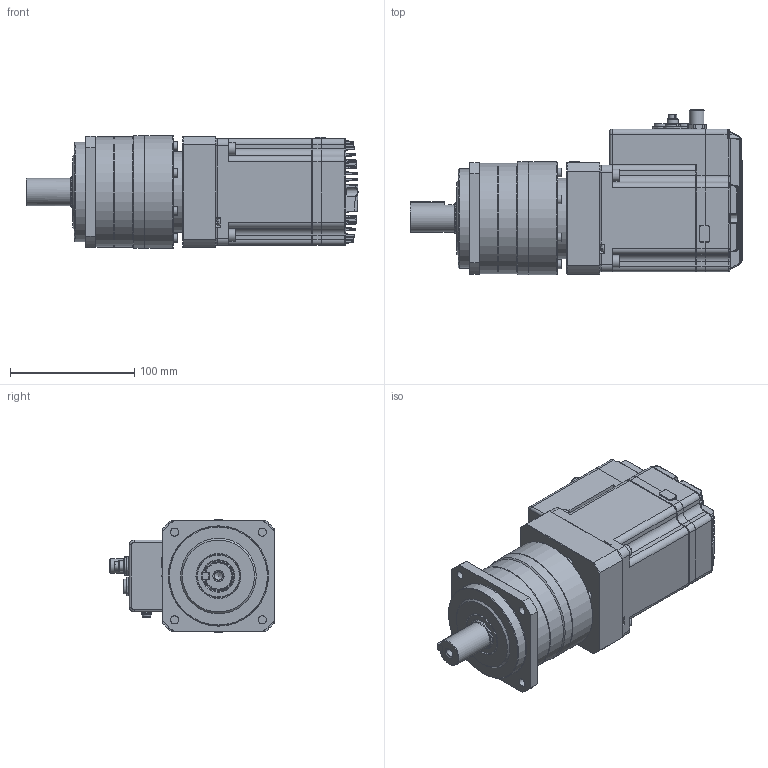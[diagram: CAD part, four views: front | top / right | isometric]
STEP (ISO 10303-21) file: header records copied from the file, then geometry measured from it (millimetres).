
FILE_DESCRIPTION (( 'STEP AP203' ), '1' );
FILE_NAME ('P11B-MO-086-01-R02.STEP', '2021-09-02T07:02:38', ( '' ), ( '' ), 'SwSTEP 2.0', 'SolidWorks 2018', '' );
FILE_SCHEMA (( 'CONFIG_CONTROL_DESIGN' ));
Length unit declared in the file: millimetre
Products named in the file (35): 56EC-PCB3-01; P11B-MO-086-01-R02; M119-EC-086-02-R03; M119-EC-056-04-R00; M119-EC-086-01-R01; 460150402; 791091007; 86EC-PCB1-02; 09-0408-30-03(鱔褐)-2; 86EC-PCB3-01; M119-EC-042-03-R00; 09-0415-30-05-2; 20PS-JMCS-G-1B-TF(N); 877601616; sams; 09-0408-30-03(鱔褐)-1; pan cross head_ks_1_KS 1023 PC- M4 x 6-N; 86EC-PCB2-01; 20R-JMCS-G-B-TF(NSA); socket head cap screw_ks_KS 1003 - M6 x 20 x 20-N; pan cross head_ks_KS 1023 PC- M3 x 16-N; 100V470; 039012045; 877600816; ST86 1ST; spring lock washer_2_jis_JIS B 1251 No.2 4; 86_1031_1100_00012-2; 09-0415-30-05-1; pan cross head_ks_KS 1023 PC- M3 x 25-N; small circular plain washer_jis_JIS B 1256 Small circular 4; M119-EC-086-03-R00; pan cross head_ks_KS 1023 PC- M3 x 30-N; M117-MO-086-01-R00; 86_1031_1100_00012-1; 791091003
Assembly tree (44 placements, depth 3):
  P11B-MO-086-01-R02
    M117-MO-086-01-R00
    M119-EC-086-01-R01
    M119-EC-086-02-R03
    100V470  x2
    86EC-PCB1-02
    pan cross head_ks_KS 1023 PC- M3 x 25-N  x2
    pan cross head_ks_KS 1023 PC- M3 x 30-N
    pan cross head_ks_KS 1023 PC- M3 x 16-N  x2
    M119-EC-042-03-R00
    09-0415-30-05-1
    09-0415-30-05-2
    09-0408-30-03(鱔褐)-1  x2
    09-0408-30-03(鱔褐)-2  x2
    86_1031_1100_00012-1
    86_1031_1100_00012-2
    86EC-PCB2-01
    86EC-PCB3-01
    56EC-PCB3-01
    20R-JMCS-G-B-TF(NSA)
    20PS-JMCS-G-1B-TF(N)
    791091003  x2
    877600816  x2
    039012045
    460150402
    877601616
    791091007
    M119-EC-086-03-R00
    ST86 1ST
    socket head cap screw_ks_KS 1003 - M6 x 20 x 20-N  x4
    sams
      small circular plain washer_jis_JIS B 1256 Small circular 4
      spring lock washer_2_jis_JIS B 1251 No.2 4
      pan cross head_ks_1_KS 1023 PC- M4 x 6-N
    M119-EC-056-04-R00
Bounding box: 267.6 x 133.6 x 91 mm (x, y, z)
Volume: 1396736.8 mm3; surface area: 273989.8 mm2
Topology: 44 solids, 44 shells, 6166 faces, 16183 edges, 10327 vertices
Faces by surface type: plane 4413, cylinder 1076, bspline 300, cone 254, torus 94, sphere 29
Full cylindrical faces by diameter (mm): 0.4 x2, 0.5 x2, 0.6 x35, 1 x22, 1.1 x6, 1.5 x2, 1.55 x6, 2.5 x10, 3 x5, 3.3 x1, 3.4 x10, 3.5 x3, 4 x1, 4.134 x1, 4.3 x1, 4.5 x6, 4.917 x4, 5 x7, 5.5 x3, 6 x5, 6.35 x1, 6.5 x4, 6.6 x5, 6.647 x1, 7 x17, 7.5 x1, 8 x9, 8.3 x1, 8.315 x1, 8.459 x2
Entity records: 168095 total; most frequent: CARTESIAN_POINT 41894, ORIENTED_EDGE 25728, DIRECTION 23903, EDGE_CURVE 12864, VECTOR 9793, LINE 9793, VERTEX_POINT 8380, AXIS2_PLACEMENT_3D 7055
